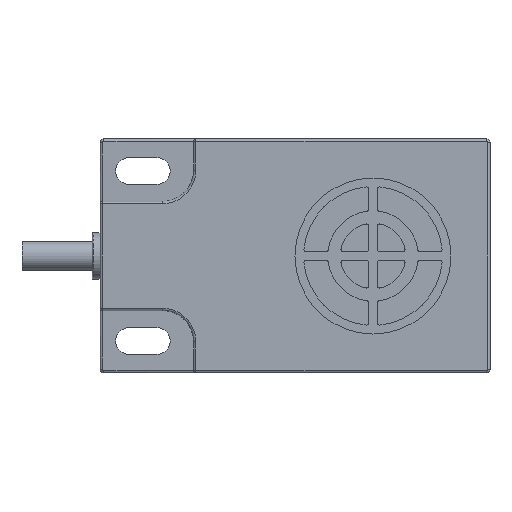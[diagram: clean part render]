
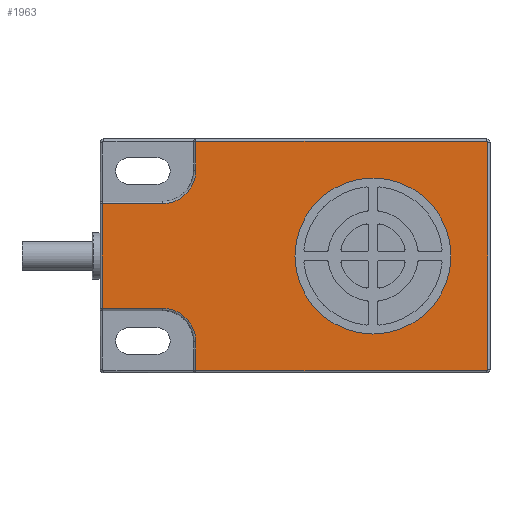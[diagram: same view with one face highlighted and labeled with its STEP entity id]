
A CAD part, front view. The second image highlights one B-rep face of the part: STEP entity #1963.
In plain terms, the highlighted planar face has unit normal (0, -1, 0).
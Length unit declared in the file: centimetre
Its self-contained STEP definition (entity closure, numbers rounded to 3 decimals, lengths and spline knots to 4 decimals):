
#105=FACE_BOUND('',#254,.T.);
#124=FACE_OUTER_BOUND('',#253,.T.);
#253=EDGE_LOOP('',(#1345,#1346,#1347,#1348,#1349,#1350,#1351,#1352,#1353,
#1354,#1355,#1356));
#254=EDGE_LOOP('',(#1357));
#391=LINE('',#3074,#547);
#392=LINE('',#3076,#548);
#393=LINE('',#3078,#549);
#394=LINE('',#3082,#550);
#395=LINE('',#3084,#551);
#396=LINE('',#3088,#552);
#397=LINE('',#3092,#553);
#398=LINE('',#3093,#554);
#547=VECTOR('',#2394,0.77);
#548=VECTOR('',#2395,1.34);
#549=VECTOR('',#2396,0.77);
#550=VECTOR('',#2399,0.37);
#551=VECTOR('',#2400,3.72);
#552=VECTOR('',#2403,2.9);
#553=VECTOR('',#2406,3.72);
#554=VECTOR('',#2407,0.37);
#708=CIRCLE('',#2102,0.43);
#709=CIRCLE('',#2103,0.43);
#710=CIRCLE('',#2104,0.02);
#711=CIRCLE('',#2105,0.02);
#712=CIRCLE('',#2106,1.);
#853=VERTEX_POINT('',#3070);
#854=VERTEX_POINT('',#3071);
#855=VERTEX_POINT('',#3073);
#856=VERTEX_POINT('',#3075);
#857=VERTEX_POINT('',#3077);
#858=VERTEX_POINT('',#3079);
#859=VERTEX_POINT('',#3081);
#860=VERTEX_POINT('',#3083);
#861=VERTEX_POINT('',#3085);
#862=VERTEX_POINT('',#3087);
#863=VERTEX_POINT('',#3089);
#864=VERTEX_POINT('',#3091);
#865=VERTEX_POINT('',#3094);
#1044=EDGE_CURVE('',#853,#854,#708,.T.);
#1045=EDGE_CURVE('',#854,#855,#391,.T.);
#1046=EDGE_CURVE('',#855,#856,#392,.T.);
#1047=EDGE_CURVE('',#856,#857,#393,.T.);
#1048=EDGE_CURVE('',#857,#858,#709,.T.);
#1049=EDGE_CURVE('',#858,#859,#394,.T.);
#1050=EDGE_CURVE('',#859,#860,#395,.T.);
#1051=EDGE_CURVE('',#860,#861,#710,.T.);
#1052=EDGE_CURVE('',#861,#862,#396,.T.);
#1053=EDGE_CURVE('',#862,#863,#711,.T.);
#1054=EDGE_CURVE('',#863,#864,#397,.T.);
#1055=EDGE_CURVE('',#864,#853,#398,.T.);
#1056=EDGE_CURVE('',#865,#865,#712,.T.);
#1345=ORIENTED_EDGE('',*,*,#1044,.T.);
#1346=ORIENTED_EDGE('',*,*,#1045,.T.);
#1347=ORIENTED_EDGE('',*,*,#1046,.T.);
#1348=ORIENTED_EDGE('',*,*,#1047,.T.);
#1349=ORIENTED_EDGE('',*,*,#1048,.T.);
#1350=ORIENTED_EDGE('',*,*,#1049,.T.);
#1351=ORIENTED_EDGE('',*,*,#1050,.T.);
#1352=ORIENTED_EDGE('',*,*,#1051,.T.);
#1353=ORIENTED_EDGE('',*,*,#1052,.T.);
#1354=ORIENTED_EDGE('',*,*,#1053,.T.);
#1355=ORIENTED_EDGE('',*,*,#1054,.T.);
#1356=ORIENTED_EDGE('',*,*,#1055,.T.);
#1357=ORIENTED_EDGE('',*,*,#1056,.F.);
#1917=PLANE('',#2101);
#1963=ADVANCED_FACE('',(#124,#105),#1917,.F.);
#2101=AXIS2_PLACEMENT_3D('',#3069,#2390,#2391);
#2102=AXIS2_PLACEMENT_3D('',#3072,#2392,#2393);
#2103=AXIS2_PLACEMENT_3D('',#3080,#2397,#2398);
#2104=AXIS2_PLACEMENT_3D('',#3086,#2401,#2402);
#2105=AXIS2_PLACEMENT_3D('',#3090,#2404,#2405);
#2106=AXIS2_PLACEMENT_3D('',#3095,#2408,#2409);
#2390=DIRECTION('center_axis',(0.,1.,0.));
#2391=DIRECTION('ref_axis',(1.,0.,0.));
#2392=DIRECTION('center_axis',(0.,1.,0.));
#2393=DIRECTION('ref_axis',(1.,0.,0.));
#2394=DIRECTION('',(-1.,0.,0.));
#2395=DIRECTION('',(0.,0.,-1.));
#2396=DIRECTION('',(1.,0.,0.));
#2397=DIRECTION('center_axis',(0.,1.,0.));
#2398=DIRECTION('ref_axis',(0.,0.,1.));
#2399=DIRECTION('',(0.,0.,-1.));
#2400=DIRECTION('',(1.,0.,0.));
#2401=DIRECTION('center_axis',(0.,-1.,0.));
#2402=DIRECTION('ref_axis',(0.,0.,-1.));
#2403=DIRECTION('',(0.,0.,1.));
#2404=DIRECTION('center_axis',(0.,-1.,0.));
#2405=DIRECTION('ref_axis',(1.,0.,0.));
#2406=DIRECTION('',(-1.,0.,0.));
#2407=DIRECTION('',(0.,0.,-1.));
#2408=DIRECTION('center_axis',(0.,-1.,0.));
#2409=DIRECTION('ref_axis',(-1.,0.,0.));
#3069=CARTESIAN_POINT('Origin',(-0.4222,-0.0816,
0.));
#3070=CARTESIAN_POINT('',(-1.6922,-0.0816,1.1));
#3071=CARTESIAN_POINT('',(-2.1222,-0.0816,0.67));
#3072=CARTESIAN_POINT('Origin',(-2.1222,-0.0816,1.1));
#3073=CARTESIAN_POINT('',(-2.8922,-0.0816,0.67));
#3074=CARTESIAN_POINT('',(-2.1222,-0.0816,0.67));
#3075=CARTESIAN_POINT('',(-2.8922,-0.0816,-0.67));
#3076=CARTESIAN_POINT('',(-2.8922,-0.0816,0.67));
#3077=CARTESIAN_POINT('',(-2.1222,-0.0816,-0.67));
#3078=CARTESIAN_POINT('',(-2.8922,-0.0816,-0.67));
#3079=CARTESIAN_POINT('',(-1.6922,-0.0816,-1.1));
#3080=CARTESIAN_POINT('Origin',(-2.1222,-0.0816,-1.1));
#3081=CARTESIAN_POINT('',(-1.6922,-0.0816,-1.47));
#3082=CARTESIAN_POINT('',(-1.6922,-0.0816,-1.1));
#3083=CARTESIAN_POINT('',(2.0278,-0.0816,-1.47));
#3084=CARTESIAN_POINT('',(-1.6922,-0.0816,-1.47));
#3085=CARTESIAN_POINT('',(2.0478,-0.0816,-1.45));
#3086=CARTESIAN_POINT('Origin',(2.0278,-0.0816,-1.45));
#3087=CARTESIAN_POINT('',(2.0478,-0.0816,1.45));
#3088=CARTESIAN_POINT('',(2.0478,-0.0816,-1.45));
#3089=CARTESIAN_POINT('',(2.0278,-0.0816,1.47));
#3090=CARTESIAN_POINT('Origin',(2.0278,-0.0816,1.45));
#3091=CARTESIAN_POINT('',(-1.6922,-0.0816,1.47));
#3092=CARTESIAN_POINT('',(2.0278,-0.0816,1.47));
#3093=CARTESIAN_POINT('',(-1.6922,-0.0816,1.47));
#3094=CARTESIAN_POINT('',(-0.4222,-0.0816,0.));
#3095=CARTESIAN_POINT('Origin',(0.5778,-0.0816,0.));
